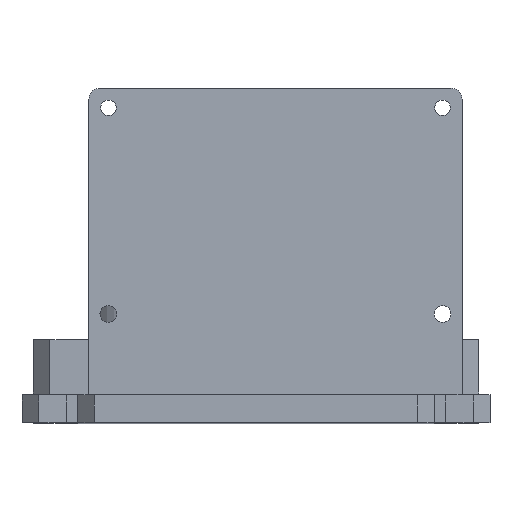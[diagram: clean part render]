
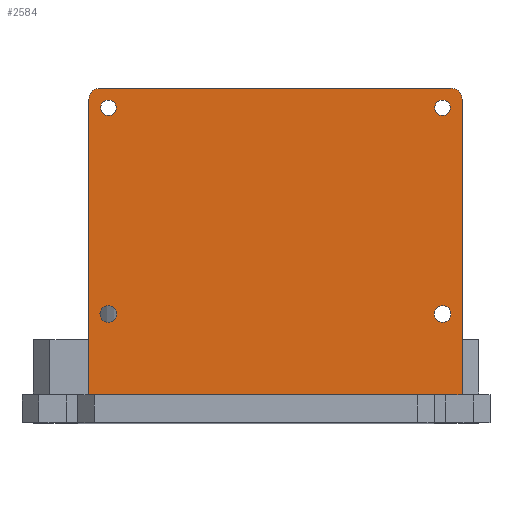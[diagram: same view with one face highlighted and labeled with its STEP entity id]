
A CAD part, top view. The second image highlights one B-rep face of the part: STEP entity #2584.
In plain terms, the highlighted planar face has unit normal (0, 0, 1).
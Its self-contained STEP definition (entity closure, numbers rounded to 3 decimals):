
#68=FACE_BOUND('',#479,.T.);
#69=FACE_BOUND('',#480,.T.);
#70=FACE_BOUND('',#481,.T.);
#71=FACE_BOUND('',#482,.T.);
#165=PLANE('',#2822);
#295=FACE_OUTER_BOUND('',#478,.T.);
#478=EDGE_LOOP('',(#2285,#2286,#2287,#2288,#2289,#2290,#2291));
#479=EDGE_LOOP('',(#2292));
#480=EDGE_LOOP('',(#2293));
#481=EDGE_LOOP('',(#2294));
#482=EDGE_LOOP('',(#2295));
#538=CIRCLE('',#2654,1.5);
#541=CIRCLE('',#2660,2.);
#544=CIRCLE('',#2667,1.4);
#587=CIRCLE('',#2788,1.5);
#590=CIRCLE('',#2792,1.4);
#592=CIRCLE('',#2795,2.);
#617=LINE('',#3650,#878);
#623=LINE('',#3668,#884);
#666=LINE('',#3768,#927);
#800=LINE('',#4149,#1061);
#839=LINE('',#4233,#1100);
#878=VECTOR('',#2933,10.);
#884=VECTOR('',#2949,10.);
#927=VECTOR('',#3018,10.);
#1061=VECTOR('',#3404,10.);
#1100=VECTOR('',#3489,10.);
#1146=VERTEX_POINT('',#3643);
#1149=VERTEX_POINT('',#3648);
#1150=VERTEX_POINT('',#3652);
#1155=VERTEX_POINT('',#3665);
#1158=VERTEX_POINT('',#3673);
#1163=VERTEX_POINT('',#3687);
#1200=VERTEX_POINT('',#3767);
#1314=VERTEX_POINT('',#4127);
#1317=VERTEX_POINT('',#4135);
#1320=VERTEX_POINT('',#4142);
#1321=VERTEX_POINT('',#4144);
#1391=EDGE_CURVE('',#1149,#1146,#617,.T.);
#1392=EDGE_CURVE('',#1150,#1150,#538,.T.);
#1399=EDGE_CURVE('',#1155,#1149,#623,.T.);
#1403=EDGE_CURVE('',#1158,#1155,#541,.T.);
#1410=EDGE_CURVE('',#1163,#1163,#544,.T.);
#1450=EDGE_CURVE('',#1146,#1200,#666,.T.);
#1626=EDGE_CURVE('',#1314,#1314,#587,.T.);
#1631=EDGE_CURVE('',#1317,#1317,#590,.T.);
#1634=EDGE_CURVE('',#1320,#1321,#592,.T.);
#1637=EDGE_CURVE('',#1320,#1200,#800,.T.);
#1679=EDGE_CURVE('',#1321,#1158,#839,.T.);
#2285=ORIENTED_EDGE('',*,*,#1679,.F.);
#2286=ORIENTED_EDGE('',*,*,#1634,.F.);
#2287=ORIENTED_EDGE('',*,*,#1637,.T.);
#2288=ORIENTED_EDGE('',*,*,#1450,.F.);
#2289=ORIENTED_EDGE('',*,*,#1391,.F.);
#2290=ORIENTED_EDGE('',*,*,#1399,.F.);
#2291=ORIENTED_EDGE('',*,*,#1403,.F.);
#2292=ORIENTED_EDGE('',*,*,#1392,.T.);
#2293=ORIENTED_EDGE('',*,*,#1410,.T.);
#2294=ORIENTED_EDGE('',*,*,#1631,.T.);
#2295=ORIENTED_EDGE('',*,*,#1626,.T.);
#2584=ADVANCED_FACE('',(#295,#68,#69,#70,#71),#165,.F.);
#2654=AXIS2_PLACEMENT_3D('',#3653,#2936,#2937);
#2660=AXIS2_PLACEMENT_3D('',#3675,#2956,#2957);
#2667=AXIS2_PLACEMENT_3D('',#3689,#2972,#2973);
#2788=AXIS2_PLACEMENT_3D('',#4128,#3381,#3382);
#2792=AXIS2_PLACEMENT_3D('',#4137,#3391,#3392);
#2795=AXIS2_PLACEMENT_3D('',#4145,#3398,#3399);
#2822=AXIS2_PLACEMENT_3D('',#4237,#3495,#3496);
#2933=DIRECTION('',(-1.,0.,0.));
#2936=DIRECTION('center_axis',(0.,0.,-1.));
#2937=DIRECTION('ref_axis',(1.,0.,0.));
#2949=DIRECTION('',(0.,-1.,0.));
#2956=DIRECTION('center_axis',(0.,0.,-1.));
#2957=DIRECTION('ref_axis',(0.707,0.707,0.));
#2972=DIRECTION('center_axis',(0.,0.,-1.));
#2973=DIRECTION('ref_axis',(1.,0.,0.));
#3018=DIRECTION('',(-1.,0.,0.));
#3381=DIRECTION('center_axis',(0.,0.,-1.));
#3382=DIRECTION('ref_axis',(1.,0.,0.));
#3391=DIRECTION('center_axis',(0.,0.,-1.));
#3392=DIRECTION('ref_axis',(1.,0.,0.));
#3398=DIRECTION('center_axis',(0.,0.,-1.));
#3399=DIRECTION('ref_axis',(-0.707,0.707,0.));
#3404=DIRECTION('',(0.,-1.,0.));
#3489=DIRECTION('',(1.,0.,0.));
#3495=DIRECTION('center_axis',(0.,0.,-1.));
#3496=DIRECTION('ref_axis',(1.,0.,0.));
#3643=CARTESIAN_POINT('',(25.,14.,43.));
#3648=CARTESIAN_POINT('',(30.,14.,43.));
#3650=CARTESIAN_POINT('',(-30.,14.,43.));
#3652=CARTESIAN_POINT('',(25.,28.5,43.));
#3653=CARTESIAN_POINT('Origin',(26.5,28.5,43.));
#3665=CARTESIAN_POINT('',(30.,67.,43.));
#3668=CARTESIAN_POINT('',(30.,19.,43.));
#3673=CARTESIAN_POINT('',(28.,69.,43.));
#3675=CARTESIAN_POINT('Origin',(28.,67.,43.));
#3687=CARTESIAN_POINT('',(25.1,65.5,43.));
#3689=CARTESIAN_POINT('Origin',(26.5,65.5,43.));
#3767=CARTESIAN_POINT('',(-37.,14.,43.));
#3768=CARTESIAN_POINT('',(-7.,14.,43.));
#4127=CARTESIAN_POINT('',(-35.,28.5,43.));
#4128=CARTESIAN_POINT('Origin',(-33.5,28.5,43.));
#4135=CARTESIAN_POINT('',(-34.9,65.5,43.));
#4137=CARTESIAN_POINT('Origin',(-33.5,65.5,43.));
#4142=CARTESIAN_POINT('',(-37.,67.,43.));
#4144=CARTESIAN_POINT('',(-35.,69.,43.));
#4145=CARTESIAN_POINT('Origin',(-35.,67.,43.));
#4149=CARTESIAN_POINT('',(-37.,19.,43.));
#4233=CARTESIAN_POINT('',(30.,69.,43.));
#4237=CARTESIAN_POINT('Origin',(-7.,44.,43.));
